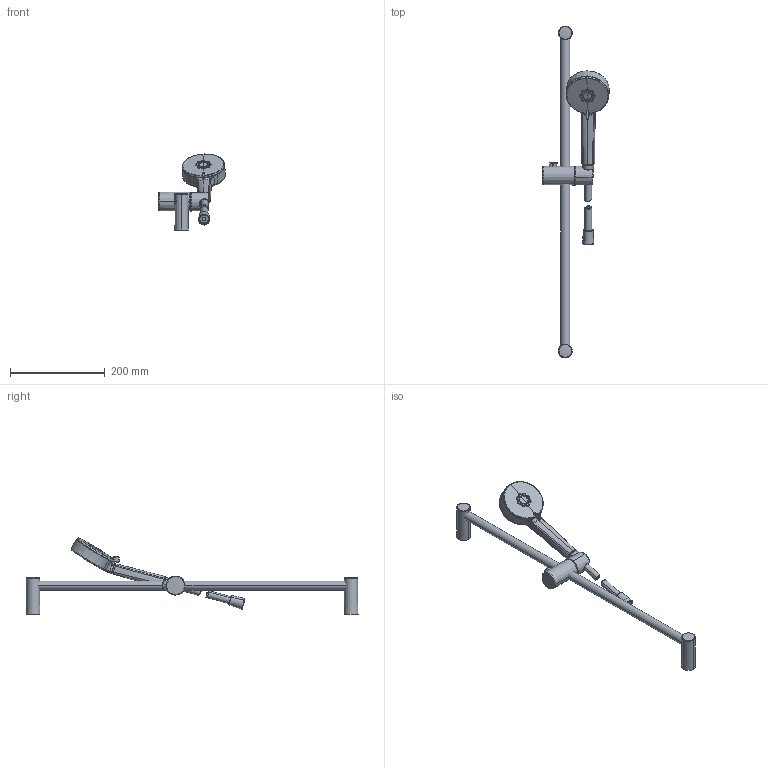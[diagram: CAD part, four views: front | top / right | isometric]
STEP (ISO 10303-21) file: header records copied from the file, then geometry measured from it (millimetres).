
FILE_DESCRIPTION (( 'STEP AP203' ), '1' );
FILE_NAME ('55780133(2022).STEP', '2022-10-18T07:45:29', ( '' ), ( '' ), 'SwSTEP 2.0', 'SolidWorks 2016', '' );
FILE_SCHEMA (( 'CONFIG_CONTROL_DESIGN' ));
Length unit declared in the file: millimetre
Products named in the file (1): 55780133(2022)
Bounding box: 140.81 x 700 x 160.29 mm (x, y, z)
Volume: 707159.8 mm3; surface area: 146707.3 mm2
Topology: 14 solids, 14 shells, 784 faces, 1881 edges, 1121 vertices
Faces by surface type: bspline 385, plane 185, cylinder 167, cone 27, torus 20
Entity records: 48502 total; most frequent: CARTESIAN_POINT 33864, ORIENTED_EDGE 3702, DIRECTION 2051, EDGE_CURVE 1851, VERTEX_POINT 1121, EDGE_LOOP 818, ADVANCED_FACE 784, FACE_OUTER_BOUND 784
